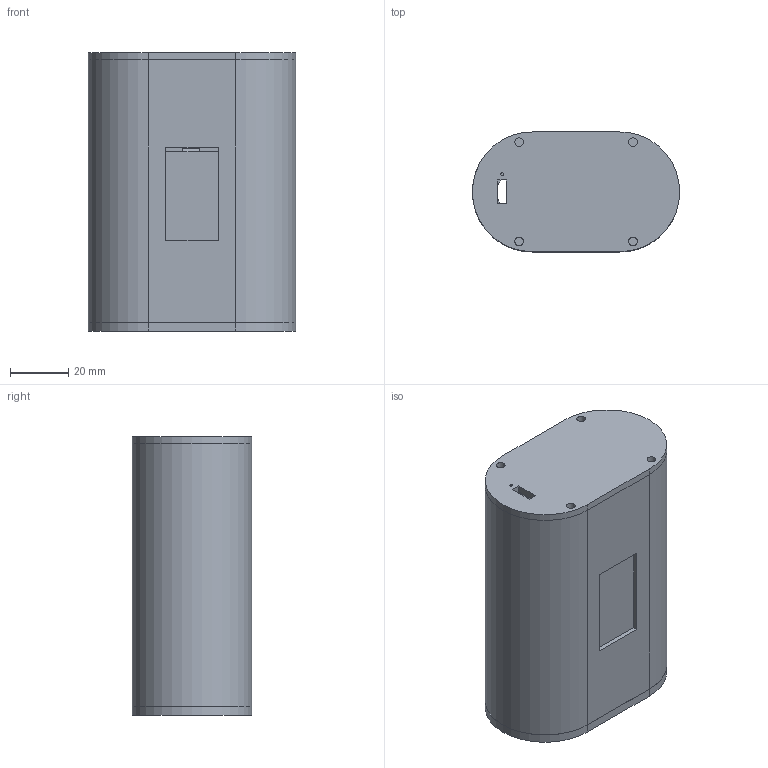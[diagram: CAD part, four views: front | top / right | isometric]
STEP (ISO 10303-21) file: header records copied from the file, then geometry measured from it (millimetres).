
FILE_DESCRIPTION(/* description */ (''),/* implementation_level */ '2;1');
FILE_NAME(/* name */ 'SM-Lock-V3 v38.step',/* time_stamp */ '2022-01-18T19:35:52+01:00',/* author */ (''),/* organization */ (''),/* preprocessor_version */ 'ST-DEVELOPER v18.1',/* originating_system */ 'Autodesk Translation Framework v10.10.0.1391',/* authorisation */ '');
FILE_SCHEMA (('AUTOMOTIVE_DESIGN { 1 0 10303 214 3 1 1 }'));
Length unit declared in the file: millimetre
Products named in the file (3): SM-Lock-V3; Komponente1; Komponente3
Assembly tree (2 placements, depth 2):
  SM-Lock-V3
    Komponente1
    Komponente3
Bounding box: 71.03 x 41.02 x 95.4 mm (x, y, z)
Volume: 73896.6 mm3; surface area: 56077.8 mm2
Topology: 3 solids, 3 shells, 175 faces, 475 edges, 316 vertices
Faces by surface type: plane 130, cylinder 44, cone 1
Full cylindrical faces by diameter (mm): 0.95 x1, 3 x13, 3.5 x4, 4.5 x4, 12 x1, 12.5 x1, 20 x1
Entity records: 5695 total; most frequent: CARTESIAN_POINT 1002, ORIENTED_EDGE 950, DIRECTION 948, EDGE_CURVE 475, LINE 352, VECTOR 352, VERTEX_POINT 316, AXIS2_PLACEMENT_3D 298
